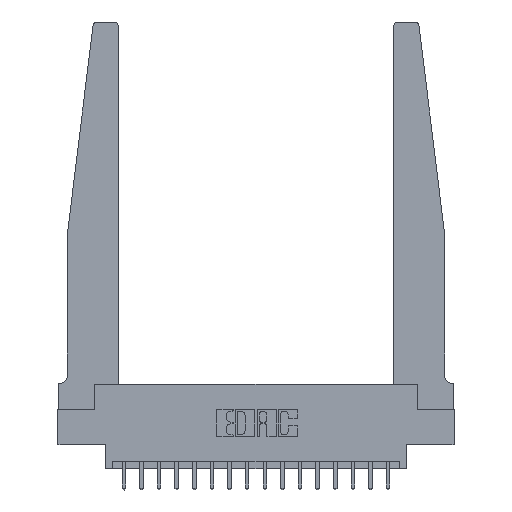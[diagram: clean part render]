
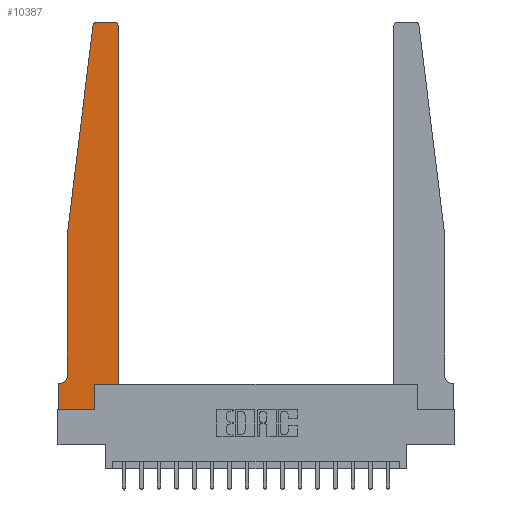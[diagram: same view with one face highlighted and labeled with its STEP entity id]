
A CAD part, top view. The second image highlights one B-rep face of the part: STEP entity #10387.
In plain terms, the highlighted planar face has unit normal (0, 0, 1).
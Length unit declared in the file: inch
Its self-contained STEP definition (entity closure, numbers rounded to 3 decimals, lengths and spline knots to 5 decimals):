
#230 = CIRCLE ( 'NONE', #3104, 0.03 ) ;
#486 = VERTEX_POINT ( 'NONE', #15276 ) ;
#628 = AXIS2_PLACEMENT_3D ( 'NONE', #4292, #14496, #5784 ) ;
#1069 = CARTESIAN_POINT ( 'NONE',  ( 0.015, 0.1875, 0.37 ) ) ;
#1290 = VECTOR ( 'NONE', #5309, 39.37008 ) ;
#1644 = FACE_OUTER_BOUND ( 'NONE', #9307, .T. ) ;
#1679 = CARTESIAN_POINT ( 'NONE',  ( 0.425, 0.18, 0.37 ) ) ;
#1961 = ORIENTED_EDGE ( 'NONE', *, *, #12094, .T. ) ;
#2009 = EDGE_CURVE ( 'NONE', #6432, #14117, #6553, .T. ) ;
#2097 = DIRECTION ( 'NONE',  ( 1., 0., 0. ) ) ;
#2538 = AXIS2_PLACEMENT_3D ( 'NONE', #9389, #10846, #2097 ) ;
#2996 = VERTEX_POINT ( 'NONE', #7016 ) ;
#3001 = DIRECTION ( 'NONE',  ( 0., 1., 0. ) ) ;
#3104 = AXIS2_PLACEMENT_3D ( 'NONE', #4094, #14298, #5597 ) ;
#3193 = DIRECTION ( 'NONE',  ( 0., 1., 0. ) ) ;
#3254 = CIRCLE ( 'NONE', #628, 0.05 ) ;
#4094 = CARTESIAN_POINT ( 'NONE',  ( 0.27653, 2.72, 0.37 ) ) ;
#4292 = CARTESIAN_POINT ( 'NONE',  ( 0.015, 0.2375, 0.37 ) ) ;
#4293 = VECTOR ( 'NONE', #3001, 39.37008 ) ;
#4731 = VERTEX_POINT ( 'NONE', #10392 ) ;
#4806 = CARTESIAN_POINT ( 'NONE',  ( 0.2605, 0., 0.37 ) ) ;
#4851 = DIRECTION ( 'NONE',  ( 1., 0., 0. ) ) ;
#5102 = EDGE_CURVE ( 'NONE', #2996, #6432, #18838, .T. ) ;
#5119 = DIRECTION ( 'NONE',  ( 0., 0., 1. ) ) ;
#5142 = VERTEX_POINT ( 'NONE', #8431 ) ;
#5277 = LINE ( 'NONE', #13468, #16383 ) ;
#5309 = DIRECTION ( 'NONE',  ( -1., 0., 0. ) ) ;
#5316 = CARTESIAN_POINT ( 'NONE',  ( 0.25, 2.75, 0.37 ) ) ;
#5535 = CARTESIAN_POINT ( 'NONE',  ( 0.425, 0.18, 0.37 ) ) ;
#5597 = DIRECTION ( 'NONE',  ( 1., 0., 0. ) ) ;
#5679 = LINE ( 'NONE', #5316, #9531 ) ;
#5784 = DIRECTION ( 'NONE',  ( -1., 0., 0. ) ) ;
#5948 = CARTESIAN_POINT ( 'NONE',  ( 0.065, 1.25, 0.37 ) ) ;
#6249 = CARTESIAN_POINT ( 'NONE',  ( 0.27653, 2.75, 0.37 ) ) ;
#6280 = VERTEX_POINT ( 'NONE', #1069 ) ;
#6432 = VERTEX_POINT ( 'NONE', #17413 ) ;
#6553 = LINE ( 'NONE', #5948, #9963 ) ;
#6642 = CARTESIAN_POINT ( 'NONE',  ( 0.425, 0.18, 0.37 ) ) ;
#6749 = CIRCLE ( 'NONE', #7646, 0.03 ) ;
#6757 = CARTESIAN_POINT ( 'NONE',  ( 0.065, 0.1875, 0.37 ) ) ;
#6958 = ORIENTED_EDGE ( 'NONE', *, *, #12994, .T. ) ;
#7016 = CARTESIAN_POINT ( 'NONE',  ( 0.24675, 2.72367, 0.37 ) ) ;
#7194 = LINE ( 'NONE', #6642, #11016 ) ;
#7208 = EDGE_CURVE ( 'NONE', #13039, #12162, #15923, .T. ) ;
#7646 = AXIS2_PLACEMENT_3D ( 'NONE', #13840, #5119, #15279 ) ;
#7944 = PLANE ( 'NONE',  #2538 ) ;
#8371 = CARTESIAN_POINT ( 'NONE',  ( 0.065, 0.2375, 0.37 ) ) ;
#8431 = CARTESIAN_POINT ( 'NONE',  ( 0.425, 2.72, 0.37 ) ) ;
#8752 = EDGE_CURVE ( 'NONE', #11362, #2996, #230, .T. ) ;
#9101 = VECTOR ( 'NONE', #4851, 39.37008 ) ;
#9127 = DIRECTION ( 'NONE',  ( 0., -1., 0. ) ) ;
#9245 = EDGE_CURVE ( 'NONE', #5142, #4731, #6749, .T. ) ;
#9307 = EDGE_LOOP ( 'NONE', ( #14942, #17794, #13510, #11749, #17815, #6958, #14904, #16322, #17660, #9631, #1961, #16411 ) ) ;
#9346 = CARTESIAN_POINT ( 'NONE',  ( 0.2605, 0.18, 0.37 ) ) ;
#9389 = CARTESIAN_POINT ( 'NONE',  ( 0., 0.1875, 0.37 ) ) ;
#9531 = VECTOR ( 'NONE', #15475, 39.37008 ) ;
#9631 = ORIENTED_EDGE ( 'NONE', *, *, #10880, .T. ) ;
#9749 = CARTESIAN_POINT ( 'NONE',  ( 0.065, 1.25, 0.37 ) ) ;
#9963 = VECTOR ( 'NONE', #17460, 39.37008 ) ;
#10274 = CARTESIAN_POINT ( 'NONE',  ( 0.2605, 0.18, 0.37 ) ) ;
#10387 = ADVANCED_FACE ( 'NONE', ( #1644 ), #7944, .T. ) ;
#10392 = CARTESIAN_POINT ( 'NONE',  ( 0.395, 2.75, 0.37 ) ) ;
#10846 = DIRECTION ( 'NONE',  ( 0., 0., 1. ) ) ;
#10880 = EDGE_CURVE ( 'NONE', #14217, #16380, #7194, .T. ) ;
#10945 = DIRECTION ( 'NONE',  ( 1., 0., 0. ) ) ;
#11016 = VECTOR ( 'NONE', #10945, 39.37008 ) ;
#11362 = VERTEX_POINT ( 'NONE', #6249 ) ;
#11749 = ORIENTED_EDGE ( 'NONE', *, *, #2009, .T. ) ;
#12027 = LINE ( 'NONE', #10274, #4293 ) ;
#12094 = EDGE_CURVE ( 'NONE', #16380, #5142, #15534, .T. ) ;
#12109 = VECTOR ( 'NONE', #3193, 39.37008 ) ;
#12162 = VERTEX_POINT ( 'NONE', #4806 ) ;
#12994 = EDGE_CURVE ( 'NONE', #6280, #486, #13927, .T. ) ;
#13039 = VERTEX_POINT ( 'NONE', #15582 ) ;
#13468 = CARTESIAN_POINT ( 'NONE',  ( 0., 0., 0.37 ) ) ;
#13510 = ORIENTED_EDGE ( 'NONE', *, *, #5102, .T. ) ;
#13840 = CARTESIAN_POINT ( 'NONE',  ( 0.395, 2.72, 0.37 ) ) ;
#13927 = LINE ( 'NONE', #6757, #1290 ) ;
#14117 = VERTEX_POINT ( 'NONE', #8371 ) ;
#14217 = VERTEX_POINT ( 'NONE', #9346 ) ;
#14298 = DIRECTION ( 'NONE',  ( 0., 0., 1. ) ) ;
#14496 = DIRECTION ( 'NONE',  ( 0., 0., -1. ) ) ;
#14598 = EDGE_CURVE ( 'NONE', #14117, #6280, #3254, .T. ) ;
#14904 = ORIENTED_EDGE ( 'NONE', *, *, #16639, .T. ) ;
#14942 = ORIENTED_EDGE ( 'NONE', *, *, #17993, .T. ) ;
#15032 = CARTESIAN_POINT ( 'NONE',  ( 0., 0., 0.37 ) ) ;
#15276 = CARTESIAN_POINT ( 'NONE',  ( 0., 0.1875, 0.37 ) ) ;
#15279 = DIRECTION ( 'NONE',  ( 1., 0., 0. ) ) ;
#15475 = DIRECTION ( 'NONE',  ( -1., 0., 0. ) ) ;
#15534 = LINE ( 'NONE', #1679, #12109 ) ;
#15582 = CARTESIAN_POINT ( 'NONE',  ( 0., 0., 0.37 ) ) ;
#15923 = LINE ( 'NONE', #15032, #9101 ) ;
#16322 = ORIENTED_EDGE ( 'NONE', *, *, #7208, .T. ) ;
#16380 = VERTEX_POINT ( 'NONE', #5535 ) ;
#16383 = VECTOR ( 'NONE', #9127, 39.37008 ) ;
#16411 = ORIENTED_EDGE ( 'NONE', *, *, #9245, .T. ) ;
#16639 = EDGE_CURVE ( 'NONE', #486, #13039, #5277, .T. ) ;
#17413 = CARTESIAN_POINT ( 'NONE',  ( 0.065, 1.25, 0.37 ) ) ;
#17460 = DIRECTION ( 'NONE',  ( 0., -1., 0. ) ) ;
#17624 = EDGE_CURVE ( 'NONE', #12162, #14217, #12027, .T. ) ;
#17660 = ORIENTED_EDGE ( 'NONE', *, *, #17624, .T. ) ;
#17794 = ORIENTED_EDGE ( 'NONE', *, *, #8752, .T. ) ;
#17815 = ORIENTED_EDGE ( 'NONE', *, *, #14598, .T. ) ;
#17993 = EDGE_CURVE ( 'NONE', #4731, #11362, #5679, .T. ) ;
#18316 = DIRECTION ( 'NONE',  ( -0.122, -0.992, 0. ) ) ;
#18419 = VECTOR ( 'NONE', #18316, 39.37008 ) ;
#18838 = LINE ( 'NONE', #9749, #18419 ) ;
